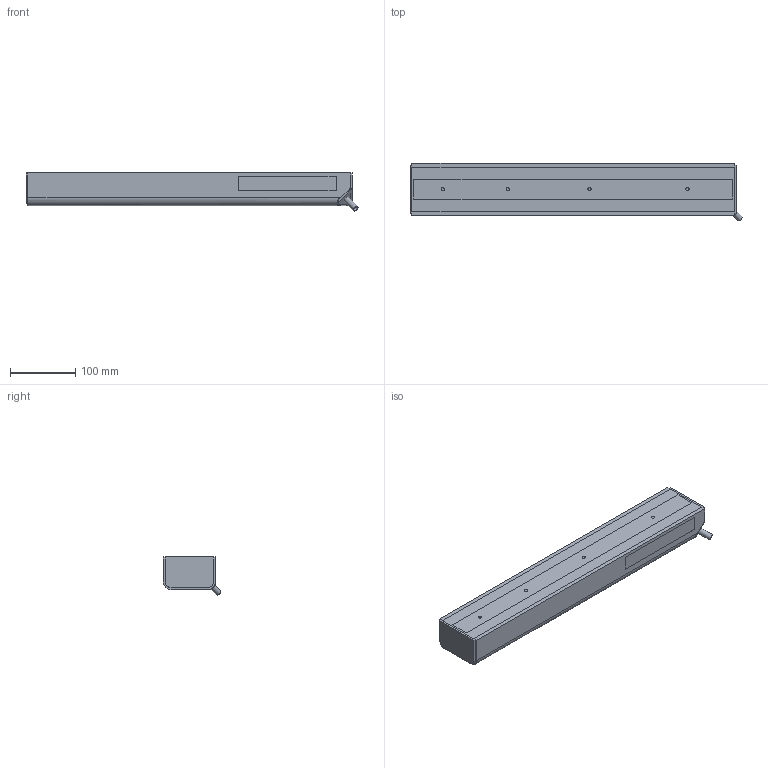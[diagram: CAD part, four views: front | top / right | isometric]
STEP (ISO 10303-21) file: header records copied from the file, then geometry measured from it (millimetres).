
FILE_DESCRIPTION(/* description */ (''),/* implementation_level */ '2;1');
FILE_NAME(/* name */ 'EHKAB05000 - Customer.stp',/* time_stamp */ '2014-02-28T11:22:32+01:00',/* author */ ('bs'),/* organization */ (''),/* preprocessor_version */ 'ST-DEVELOPER v15.2',/* originating_system */ 'Autodesk Inventor 2014',/* authorisation */ '');
FILE_SCHEMA (('AUTOMOTIVE_DESIGN { 1 0 10303 214 3 1 1 }'));
Length unit declared in the file: millimetre
Products named in the file (1): EHKAB05000 - Customer
Bounding box: 508.6 x 88.33 x 58.32 mm (x, y, z)
Volume: 1960344.7 mm3; surface area: 182916.9 mm2
Topology: 1 solids, 1 shells, 178 faces, 452 edges, 303 vertices
Faces by surface type: plane 118, cylinder 39, bspline 9, cone 8, torus 4
Full cylindrical faces by diameter (mm): 6 x4, 6.6 x4, 6.647 x6, 7.5 x1, 9 x3, 12 x4
Entity records: 6356 total; most frequent: CARTESIAN_POINT 2007, ORIENTED_EDGE 812, DIRECTION 809, EDGE_CURVE 406, VERTEX_POINT 291, AXIS2_PLACEMENT_3D 271, LINE 267, VECTOR 267
